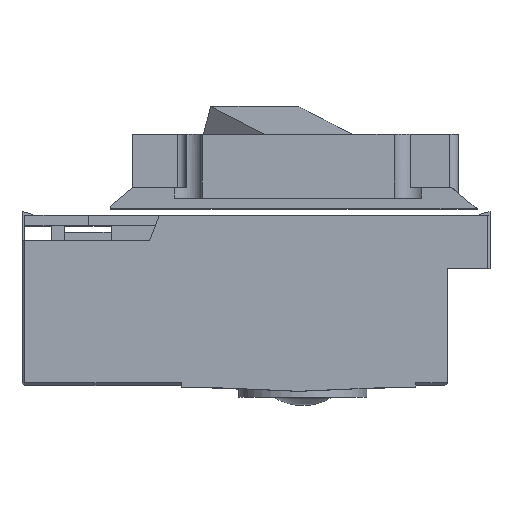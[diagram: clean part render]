
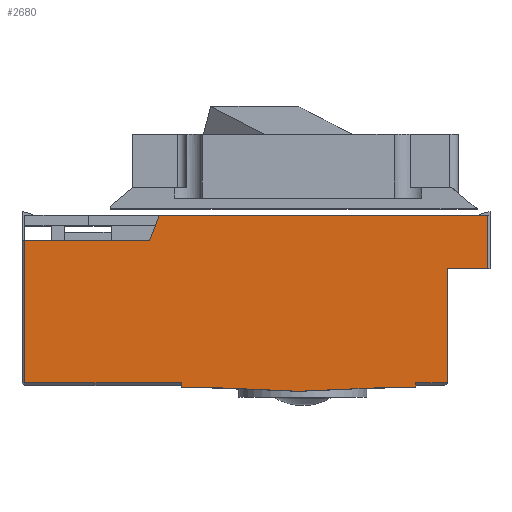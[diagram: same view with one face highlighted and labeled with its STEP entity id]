
A CAD part, top view. The second image highlights one B-rep face of the part: STEP entity #2680.
In plain terms, the highlighted planar face has unit normal (0, 0, 1).
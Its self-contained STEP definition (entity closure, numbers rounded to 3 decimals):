
#317=DIRECTION('',(1.,0.,0.));
#318=VECTOR('',#317,1.88);
#319=CARTESIAN_POINT('',(-11.88,2.5,6.5));
#320=LINE('',#319,#318);
#541=DIRECTION('',(-1.,0.,0.));
#542=VECTOR('',#541,1.);
#543=CARTESIAN_POINT('',(2.5,8.08,6.5));
#544=LINE('',#543,#542);
#553=DIRECTION('',(-1.,0.,0.));
#554=VECTOR('',#553,1.);
#555=CARTESIAN_POINT('',(-7.5,8.08,6.5));
#556=LINE('',#555,#554);
#713=DIRECTION('',(0.,-1.,0.));
#714=VECTOR('',#713,0.2);
#715=CARTESIAN_POINT('',(-8.5,8.08,6.5));
#716=LINE('',#715,#714);
#717=DIRECTION('',(-0.999,-0.044,0.));
#718=VECTOR('',#717,4.504);
#719=CARTESIAN_POINT('',(-3.,8.276,6.5));
#720=LINE('',#719,#718);
#721=DIRECTION('',(-0.999,0.044,0.));
#722=VECTOR('',#721,4.504);
#723=CARTESIAN_POINT('',(1.5,8.08,6.5));
#724=LINE('',#723,#722);
#725=DIRECTION('',(0.,-1.,0.));
#726=VECTOR('',#725,0.2);
#727=CARTESIAN_POINT('',(2.5,8.08,6.5));
#728=LINE('',#727,#726);
#729=DIRECTION('',(-1.,0.,0.));
#730=VECTOR('',#729,5.877);
#731=CARTESIAN_POINT('',(9.88,1.2,6.5));
#732=LINE('',#731,#730);
#733=DIRECTION('',(-0.357,-0.934,0.));
#734=VECTOR('',#733,1.284);
#735=CARTESIAN_POINT('',(4.003,1.2,6.5));
#736=LINE('',#735,#734);
#737=DIRECTION('',(-1.,0.,0.));
#738=VECTOR('',#737,15.425);
#739=CARTESIAN_POINT('',(3.545,0.,6.5));
#740=LINE('',#739,#738);
#741=DIRECTION('',(0.,1.,0.));
#742=VECTOR('',#741,5.38);
#743=CARTESIAN_POINT('',(-10.,2.5,6.5));
#744=LINE('',#743,#742);
#757=DIRECTION('',(1.,0.,0.));
#758=VECTOR('',#757,7.38);
#759=CARTESIAN_POINT('',(2.5,7.88,6.5));
#760=LINE('',#759,#758);
#765=DIRECTION('',(1.,0.,0.));
#766=VECTOR('',#765,1.5);
#767=CARTESIAN_POINT('',(-10.,7.88,6.5));
#768=LINE('',#767,#766);
#1043=DIRECTION('',(0.,1.,0.));
#1044=VECTOR('',#1043,6.68);
#1045=CARTESIAN_POINT('',(9.88,1.2,6.5));
#1046=LINE('',#1045,#1044);
#1119=DIRECTION('',(0.,1.,0.));
#1120=VECTOR('',#1119,2.5);
#1121=CARTESIAN_POINT('',(-11.88,0.,6.5));
#1122=LINE('',#1121,#1120);
#1347=CARTESIAN_POINT('',(3.545,0.,6.5));
#1349=VERTEX_POINT('',#1347);
#1351=CARTESIAN_POINT('',(4.003,1.2,6.5));
#1352=VERTEX_POINT('',#1351);
#1368=CARTESIAN_POINT('',(-10.,7.88,6.5));
#1370=VERTEX_POINT('',#1368);
#1391=CARTESIAN_POINT('',(9.88,1.2,6.5));
#1392=CARTESIAN_POINT('',(9.88,7.88,6.5));
#1393=VERTEX_POINT('',#1391);
#1394=VERTEX_POINT('',#1392);
#1408=CARTESIAN_POINT('',(-10.,2.5,6.5));
#1410=VERTEX_POINT('',#1408);
#1447=CARTESIAN_POINT('',(-11.88,0.,6.5));
#1448=CARTESIAN_POINT('',(-11.88,2.5,6.5));
#1449=VERTEX_POINT('',#1447);
#1450=VERTEX_POINT('',#1448);
#1568=CARTESIAN_POINT('',(2.5,8.08,6.5));
#1570=VERTEX_POINT('',#1568);
#1581=CARTESIAN_POINT('',(2.5,7.88,6.5));
#1582=VERTEX_POINT('',#1581);
#1584=CARTESIAN_POINT('',(-8.5,7.88,6.5));
#1586=VERTEX_POINT('',#1584);
#1589=CARTESIAN_POINT('',(-8.5,8.08,6.5));
#1590=VERTEX_POINT('',#1589);
#1595=CARTESIAN_POINT('',(1.5,8.08,6.5));
#1596=VERTEX_POINT('',#1595);
#1597=CARTESIAN_POINT('',(-7.5,8.08,6.5));
#1598=VERTEX_POINT('',#1597);
#1601=CARTESIAN_POINT('',(-3.,8.276,6.5));
#1602=VERTEX_POINT('',#1601);
#2651=CARTESIAN_POINT('',(-10.,0.,6.5));
#2652=DIRECTION('',(0.,0.,1.));
#2653=DIRECTION('',(1.,0.,0.));
#2654=AXIS2_PLACEMENT_3D('',#2651,#2652,#2653);
#2655=PLANE('',#2654);
#2656=ORIENTED_EDGE('',*,*,#2422,.F.);
#2657=ORIENTED_EDGE('',*,*,#2557,.F.);
#2658=ORIENTED_EDGE('',*,*,#2472,.F.);
#2659=ORIENTED_EDGE('',*,*,#2406,.F.);
#2661=ORIENTED_EDGE('',*,*,#2660,.T.);
#2663=ORIENTED_EDGE('',*,*,#2662,.T.);
#2665=ORIENTED_EDGE('',*,*,#2664,.F.);
#2667=ORIENTED_EDGE('',*,*,#2666,.T.);
#2669=ORIENTED_EDGE('',*,*,#2668,.T.);
#2670=ORIENTED_EDGE('',*,*,#2193,.T.);
#2672=ORIENTED_EDGE('',*,*,#2671,.T.);
#2673=ORIENTED_EDGE('',*,*,#2123,.T.);
#2674=ORIENTED_EDGE('',*,*,#1984,.T.);
#2676=ORIENTED_EDGE('',*,*,#2675,.T.);
#2677=ORIENTED_EDGE('',*,*,#2629,.F.);
#2678=EDGE_LOOP('',(#2656,#2657,#2658,#2659,#2661,#2663,#2665,#2667,#2669,#2670,
#2672,#2673,#2674,#2676,#2677));
#2679=FACE_OUTER_BOUND('',#2678,.F.);
#2680=ADVANCED_FACE('',(#2679),#2655,.T.);
#1984=EDGE_CURVE('',#1410,#1370,#744,.T.);
#2123=EDGE_CURVE('',#1450,#1410,#320,.T.);
#2193=EDGE_CURVE('',#1349,#1449,#740,.T.);
#2406=EDGE_CURVE('',#1570,#1596,#544,.T.);
#2422=EDGE_CURVE('',#1598,#1590,#556,.T.);
#2472=EDGE_CURVE('',#1596,#1602,#724,.T.);
#2557=EDGE_CURVE('',#1602,#1598,#720,.T.);
#2629=EDGE_CURVE('',#1590,#1586,#716,.T.);
#2660=EDGE_CURVE('',#1570,#1582,#728,.T.);
#2662=EDGE_CURVE('',#1582,#1394,#760,.T.);
#2664=EDGE_CURVE('',#1393,#1394,#1046,.T.);
#2666=EDGE_CURVE('',#1393,#1352,#732,.T.);
#2668=EDGE_CURVE('',#1352,#1349,#736,.T.);
#2671=EDGE_CURVE('',#1449,#1450,#1122,.T.);
#2675=EDGE_CURVE('',#1370,#1586,#768,.T.);
